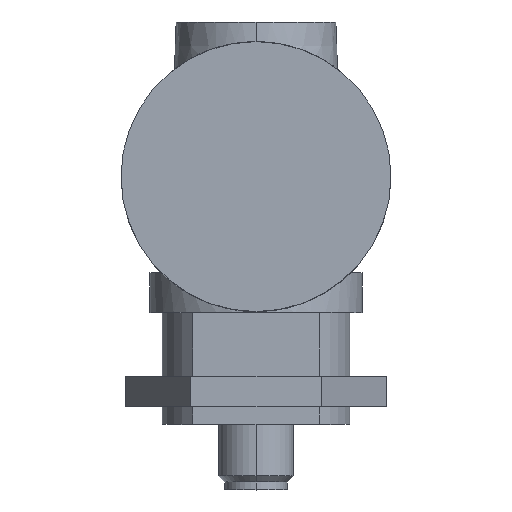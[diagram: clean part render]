
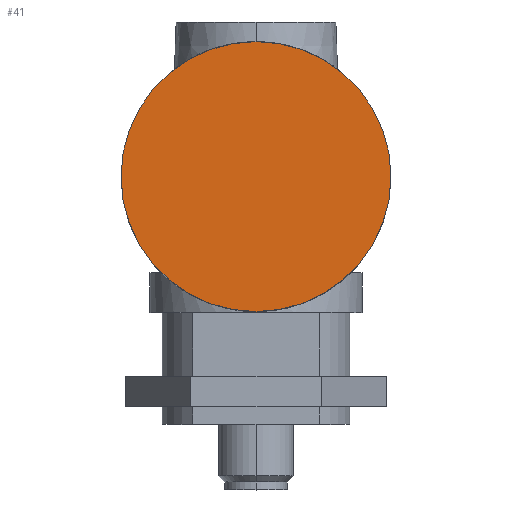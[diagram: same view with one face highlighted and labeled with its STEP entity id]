
A CAD part, top view. The second image highlights one B-rep face of the part: STEP entity #41.
In plain terms, the highlighted planar face has unit normal (0, 0, 1).
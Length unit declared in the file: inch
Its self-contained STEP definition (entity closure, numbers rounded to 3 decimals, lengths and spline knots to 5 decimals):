
#36 = AXIS2_PLACEMENT_3D ( 'NONE', #2180, #1500, #1514 ) ;
#41 = ADVANCED_FACE ( 'NONE', ( #1036 ), #1344, .T. ) ;
#53 = ORIENTED_EDGE ( 'NONE', *, *, #1180, .T. ) ;
#315 = AXIS2_PLACEMENT_3D ( 'NONE', #1912, #898, #2086 ) ;
#420 = AXIS2_PLACEMENT_3D ( 'NONE', #934, #2123, #1108 ) ;
#608 = VERTEX_POINT ( 'NONE', #903 ) ;
#611 = VERTEX_POINT ( 'NONE', #1249 ) ;
#898 = DIRECTION ( 'NONE',  ( 0., 0., 1. ) ) ;
#903 = CARTESIAN_POINT ( 'NONE',  ( 0.845, 0., 1.49 ) ) ;
#934 = CARTESIAN_POINT ( 'NONE',  ( 0., 0., 1.49 ) ) ;
#1036 = FACE_OUTER_BOUND ( 'NONE', #1478, .T. ) ;
#1108 = DIRECTION ( 'NONE',  ( 1., 0., 0. ) ) ;
#1168 = EDGE_CURVE ( 'NONE', #608, #611, #2017, .T. ) ;
#1180 = EDGE_CURVE ( 'NONE', #611, #608, #1958, .T. ) ;
#1249 = CARTESIAN_POINT ( 'NONE',  ( -0.845, 0., 1.49 ) ) ;
#1344 = PLANE ( 'NONE',  #36 ) ;
#1478 = EDGE_LOOP ( 'NONE', ( #53, #1521 ) ) ;
#1500 = DIRECTION ( 'NONE',  ( 0., 0., 1. ) ) ;
#1514 = DIRECTION ( 'NONE',  ( 1., 0., 0. ) ) ;
#1521 = ORIENTED_EDGE ( 'NONE', *, *, #1168, .T. ) ;
#1912 = CARTESIAN_POINT ( 'NONE',  ( 0., 0., 1.49 ) ) ;
#1958 = CIRCLE ( 'NONE', #420, 0.845 ) ;
#2017 = CIRCLE ( 'NONE', #315, 0.845 ) ;
#2086 = DIRECTION ( 'NONE',  ( 1., 0., 0. ) ) ;
#2123 = DIRECTION ( 'NONE',  ( 0., 0., 1. ) ) ;
#2180 = CARTESIAN_POINT ( 'NONE',  ( 0., 0., 1.49 ) ) ;
